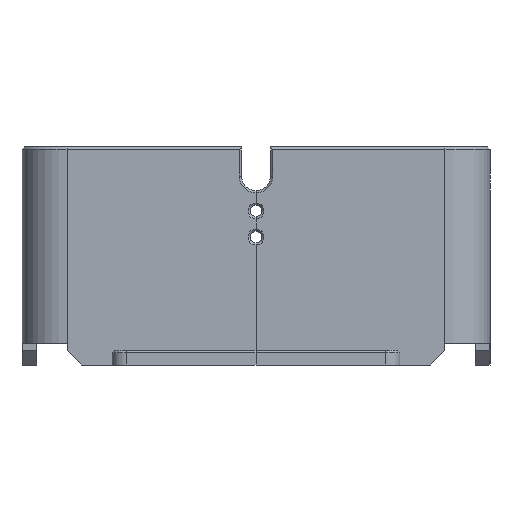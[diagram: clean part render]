
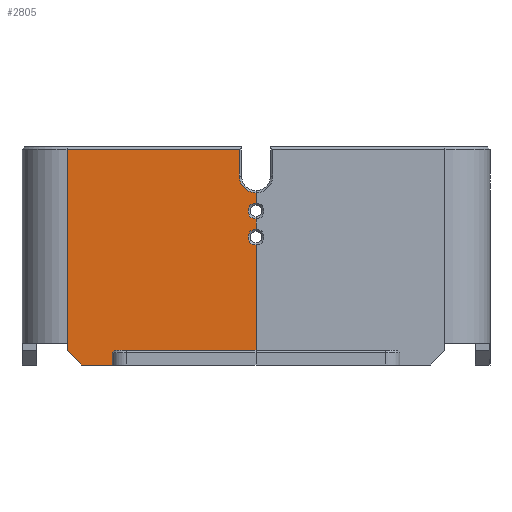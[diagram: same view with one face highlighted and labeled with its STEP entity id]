
A CAD part, left-side view. The second image highlights one B-rep face of the part: STEP entity #2805.
In plain terms, the highlighted planar face has unit normal (-1, 0, 0).
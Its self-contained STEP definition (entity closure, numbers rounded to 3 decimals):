
#2348 = VERTEX_POINT('',#2349);
#2349 = CARTESIAN_POINT('',(-80.5,65.,7.5));
#2355 = EDGE_CURVE('',#2356,#2348,#2358,.T.);
#2356 = VERTEX_POINT('',#2357);
#2357 = CARTESIAN_POINT('',(-80.5,65.,5.));
#2358 = LINE('',#2359,#2360);
#2359 = CARTESIAN_POINT('',(-80.5,65.,0.));
#2360 = VECTOR('',#2361,1.);
#2361 = DIRECTION('',(0.,0.,1.));
#2379 = EDGE_CURVE('',#2356,#2380,#2382,.T.);
#2380 = VERTEX_POINT('',#2381);
#2381 = CARTESIAN_POINT('',(-80.5,60.,0.));
#2382 = LINE('',#2383,#2384);
#2383 = CARTESIAN_POINT('',(-80.5,46.25,-13.75));
#2384 = VECTOR('',#2385,1.);
#2385 = DIRECTION('',(0.,-0.707,-0.707));
#2448 = EDGE_CURVE('',#2449,#2380,#2451,.T.);
#2449 = VERTEX_POINT('',#2450);
#2450 = CARTESIAN_POINT('',(-80.5,49.5,0.));
#2451 = LINE('',#2452,#2453);
#2452 = CARTESIAN_POINT('',(-80.5,0.,0.));
#2453 = VECTOR('',#2454,1.);
#2454 = DIRECTION('',(0.,1.,0.));
#2504 = EDGE_CURVE('',#2505,#2507,#2509,.T.);
#2505 = VERTEX_POINT('',#2506);
#2506 = CARTESIAN_POINT('',(-80.5,0.,5.));
#2507 = VERTEX_POINT('',#2508);
#2508 = CARTESIAN_POINT('',(-80.5,0.,41.25));
#2509 = LINE('',#2510,#2511);
#2510 = CARTESIAN_POINT('',(-80.5,0.,0.));
#2511 = VECTOR('',#2512,1.);
#2512 = DIRECTION('',(0.,0.,1.));
#2653 = VERTEX_POINT('',#2654);
#2654 = CARTESIAN_POINT('',(-80.5,0.,50.25));
#2660 = EDGE_CURVE('',#2661,#2653,#2663,.T.);
#2661 = VERTEX_POINT('',#2662);
#2662 = CARTESIAN_POINT('',(-80.5,0.,46.75));
#2663 = LINE('',#2664,#2665);
#2664 = CARTESIAN_POINT('',(-80.5,0.,0.));
#2665 = VECTOR('',#2666,1.);
#2666 = DIRECTION('',(0.,0.,1.));
#2709 = VERTEX_POINT('',#2710);
#2710 = CARTESIAN_POINT('',(-80.5,0.,59.25));
#2716 = EDGE_CURVE('',#2717,#2709,#2719,.T.);
#2717 = VERTEX_POINT('',#2718);
#2718 = CARTESIAN_POINT('',(-80.5,0.,55.75));
#2719 = LINE('',#2720,#2721);
#2720 = CARTESIAN_POINT('',(-80.5,0.,0.));
#2721 = VECTOR('',#2722,1.);
#2722 = DIRECTION('',(0.,0.,1.));
#2805 = ADVANCED_FACE('',(#2806),#2881,.F.);
#2806 = FACE_BOUND('',#2807,.T.);
#2807 = EDGE_LOOP('',(#2808,#2809,#2810,#2811,#2819,#2827,#2833,#2834,
    #2841,#2842,#2849,#2850,#2859,#2867,#2875));
#2808 = ORIENTED_EDGE('',*,*,#2355,.F.);
#2809 = ORIENTED_EDGE('',*,*,#2379,.T.);
#2810 = ORIENTED_EDGE('',*,*,#2448,.F.);
#2811 = ORIENTED_EDGE('',*,*,#2812,.T.);
#2812 = EDGE_CURVE('',#2449,#2813,#2815,.T.);
#2813 = VERTEX_POINT('',#2814);
#2814 = CARTESIAN_POINT('',(-80.5,49.5,4.25));
#2815 = LINE('',#2816,#2817);
#2816 = CARTESIAN_POINT('',(-80.5,49.5,0.));
#2817 = VECTOR('',#2818,1.);
#2818 = DIRECTION('',(0.,0.,1.));
#2819 = ORIENTED_EDGE('',*,*,#2820,.F.);
#2820 = EDGE_CURVE('',#2821,#2813,#2823,.T.);
#2821 = VERTEX_POINT('',#2822);
#2822 = CARTESIAN_POINT('',(-80.5,48.75,5.));
#2823 = LINE('',#2824,#2825);
#2824 = CARTESIAN_POINT('',(-80.5,38.,15.75));
#2825 = VECTOR('',#2826,1.);
#2826 = DIRECTION('',(0.,0.707,-0.707));
#2827 = ORIENTED_EDGE('',*,*,#2828,.F.);
#2828 = EDGE_CURVE('',#2505,#2821,#2829,.T.);
#2829 = LINE('',#2830,#2831);
#2830 = CARTESIAN_POINT('',(-80.5,0.,5.));
#2831 = VECTOR('',#2832,1.);
#2832 = DIRECTION('',(0.,1.,0.));
#2833 = ORIENTED_EDGE('',*,*,#2504,.T.);
#2834 = ORIENTED_EDGE('',*,*,#2835,.F.);
#2835 = EDGE_CURVE('',#2661,#2507,#2836,.T.);
#2836 = CIRCLE('',#2837,2.75);
#2837 = AXIS2_PLACEMENT_3D('',#2838,#2839,#2840);
#2838 = CARTESIAN_POINT('',(-80.5,0.,44.));
#2839 = DIRECTION('',(-1.,0.,0.));
#2840 = DIRECTION('',(0.,0.,1.));
#2841 = ORIENTED_EDGE('',*,*,#2660,.T.);
#2842 = ORIENTED_EDGE('',*,*,#2843,.F.);
#2843 = EDGE_CURVE('',#2717,#2653,#2844,.T.);
#2844 = CIRCLE('',#2845,2.75);
#2845 = AXIS2_PLACEMENT_3D('',#2846,#2847,#2848);
#2846 = CARTESIAN_POINT('',(-80.5,0.,53.));
#2847 = DIRECTION('',(-1.,0.,0.));
#2848 = DIRECTION('',(0.,0.,1.));
#2849 = ORIENTED_EDGE('',*,*,#2716,.T.);
#2850 = ORIENTED_EDGE('',*,*,#2851,.F.);
#2851 = EDGE_CURVE('',#2852,#2709,#2854,.T.);
#2852 = VERTEX_POINT('',#2853);
#2853 = CARTESIAN_POINT('',(-80.5,5.75,65.));
#2854 = CIRCLE('',#2855,5.75);
#2855 = AXIS2_PLACEMENT_3D('',#2856,#2857,#2858);
#2856 = CARTESIAN_POINT('',(-80.5,0.,65.));
#2857 = DIRECTION('',(-1.,0.,0.));
#2858 = DIRECTION('',(0.,1.,0.));
#2859 = ORIENTED_EDGE('',*,*,#2860,.F.);
#2860 = EDGE_CURVE('',#2861,#2852,#2863,.T.);
#2861 = VERTEX_POINT('',#2862);
#2862 = CARTESIAN_POINT('',(-80.5,5.75,74.25));
#2863 = LINE('',#2864,#2865);
#2864 = CARTESIAN_POINT('',(-80.5,5.75,75.));
#2865 = VECTOR('',#2866,1.);
#2866 = DIRECTION('',(-0.,-0.,-1.));
#2867 = ORIENTED_EDGE('',*,*,#2868,.T.);
#2868 = EDGE_CURVE('',#2861,#2869,#2871,.T.);
#2869 = VERTEX_POINT('',#2870);
#2870 = CARTESIAN_POINT('',(-80.5,65.,74.25));
#2871 = LINE('',#2872,#2873);
#2872 = CARTESIAN_POINT('',(-80.5,5.,74.25));
#2873 = VECTOR('',#2874,1.);
#2874 = DIRECTION('',(0.,1.,0.));
#2875 = ORIENTED_EDGE('',*,*,#2876,.F.);
#2876 = EDGE_CURVE('',#2348,#2869,#2877,.T.);
#2877 = LINE('',#2878,#2879);
#2878 = CARTESIAN_POINT('',(-80.5,65.,0.));
#2879 = VECTOR('',#2880,1.);
#2880 = DIRECTION('',(0.,0.,1.));
#2881 = PLANE('',#2882);
#2882 = AXIS2_PLACEMENT_3D('',#2883,#2884,#2885);
#2883 = CARTESIAN_POINT('',(-80.5,0.,0.));
#2884 = DIRECTION('',(1.,0.,0.));
#2885 = DIRECTION('',(-0.,-1.,-0.));
